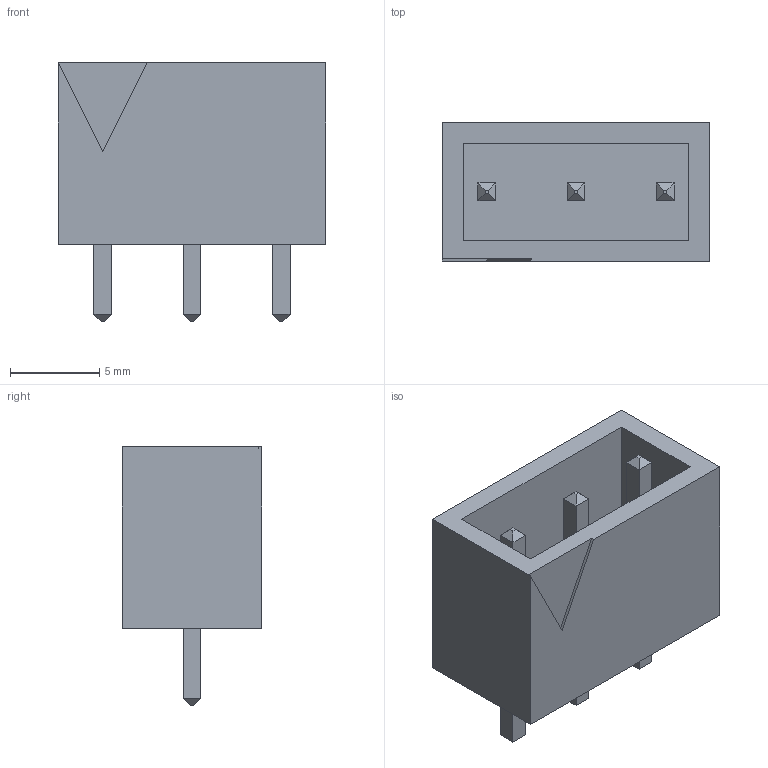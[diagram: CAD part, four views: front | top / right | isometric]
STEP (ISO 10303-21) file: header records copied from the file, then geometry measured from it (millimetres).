
FILE_DESCRIPTION(('FreeCAD Model'),'2;1');
FILE_NAME('4427349.1.1.stp','2019-10-14T04:17:09',( 'Author'),(''),'Open CASCADE STEP processor 6.9','FreeCAD','Unknown' );
FILE_SCHEMA(('AUTOMOTIVE_DESIGN { 1 0 10303 214 1 1 1 1 }'));
Length unit declared in the file: millimetre
Products named in the file (3): ASSEMBLY; Body; LeadsArray
Assembly tree (2 placements, depth 2):
  ASSEMBLY
    Body
    LeadsArray
Bounding box: 15 x 7.8 x 14.5 mm (x, y, z)
Volume: 775.1 mm3; surface area: 1113.2 mm2
Topology: 4 solids, 4 shells, 56 faces, 116 edges, 69 vertices
Faces by surface type: plane 56
Entity records: 3008 total; most frequent: CARTESIAN_POINT 476, DIRECTION 466, LINE 348, VECTOR 348, ORIENTED_EDGE 232, PCURVE 232, DEFINITIONAL_REPRESENTATION 232, EDGE_CURVE 116
